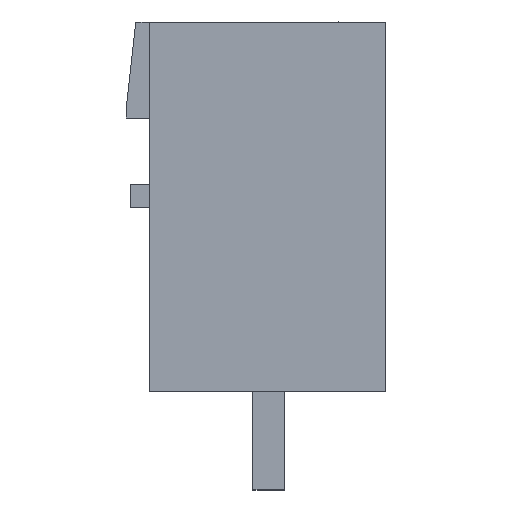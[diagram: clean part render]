
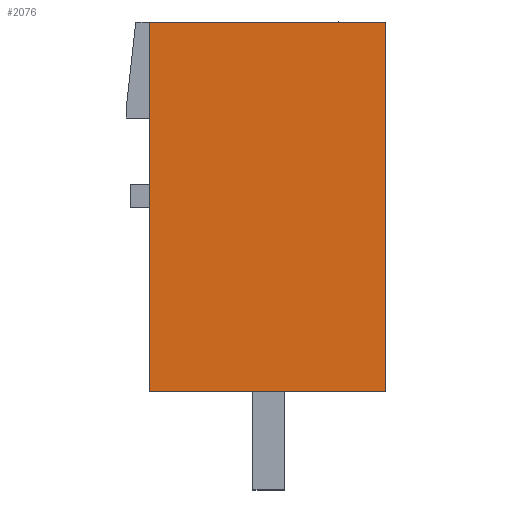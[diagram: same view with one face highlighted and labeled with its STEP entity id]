
A CAD part, left-side view. The second image highlights one B-rep face of the part: STEP entity #2076.
In plain terms, the highlighted planar face has unit normal (-1, 0, 0).
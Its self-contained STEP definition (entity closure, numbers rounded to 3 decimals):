
#2056=AXIS2_PLACEMENT_3D('Plane Axis2P3D',#2053,#2054,#2055) ;
#913=CARTESIAN_POINT('Vertex',(0.,0.,3.2)) ;
#916=CARTESIAN_POINT('Line Origine',(0.,3.84,3.2)) ;
#920=CARTESIAN_POINT('Vertex',(0.,7.68,3.2)) ;
#1357=CARTESIAN_POINT('Vertex',(0.,0.,15.2)) ;
#1360=CARTESIAN_POINT('Line Origine',(0.,0.,9.2)) ;
#2053=CARTESIAN_POINT('Axis2P3D Location',(0.,-1.5,3.2)) ;
#2058=CARTESIAN_POINT('Line Origine',(0.,7.68,9.2)) ;
#2062=CARTESIAN_POINT('Vertex',(0.,7.68,15.2)) ;
#2065=CARTESIAN_POINT('Line Origine',(0.,3.84,15.2)) ;
#917=DIRECTION('Vector Direction',(0.,-1.,0.)) ;
#1361=DIRECTION('Vector Direction',(0.,0.,-1.)) ;
#2054=DIRECTION('Axis2P3D Direction',(-1.,0.,0.)) ;
#2055=DIRECTION('Axis2P3D XDirection',(0.,0.,1.)) ;
#2059=DIRECTION('Vector Direction',(0.,0.,-1.)) ;
#2066=DIRECTION('Vector Direction',(0.,-1.,0.)) ;
#918=VECTOR('Line Direction',#917,1.) ;
#1362=VECTOR('Line Direction',#1361,1.) ;
#2060=VECTOR('Line Direction',#2059,1.) ;
#2067=VECTOR('Line Direction',#2066,1.) ;
#2071=ORIENTED_EDGE('',*,*,#2064,.T.) ;
#2072=ORIENTED_EDGE('',*,*,#922,.T.) ;
#2073=ORIENTED_EDGE('',*,*,#1364,.T.) ;
#2074=ORIENTED_EDGE('',*,*,#2069,.T.) ;
#2076=ADVANCED_FACE('HOUSING',(#2075),#2057,.T.) ;
#922=EDGE_CURVE('',#921,#914,#919,.T.) ;
#1364=EDGE_CURVE('',#914,#1358,#1363,.F.) ;
#2064=EDGE_CURVE('',#2063,#921,#2061,.T.) ;
#2069=EDGE_CURVE('',#1358,#2063,#2068,.F.) ;
#2070=EDGE_LOOP('',(#2071,#2072,#2073,#2074)) ;
#2075=FACE_OUTER_BOUND('',#2070,.T.) ;
#919=LINE('Line',#916,#918) ;
#1363=LINE('Line',#1360,#1362) ;
#2061=LINE('Line',#2058,#2060) ;
#2068=LINE('Line',#2065,#2067) ;
#2057=PLANE('',#2056) ;
#914=VERTEX_POINT('',#913) ;
#921=VERTEX_POINT('',#920) ;
#1358=VERTEX_POINT('',#1357) ;
#2063=VERTEX_POINT('',#2062) ;
